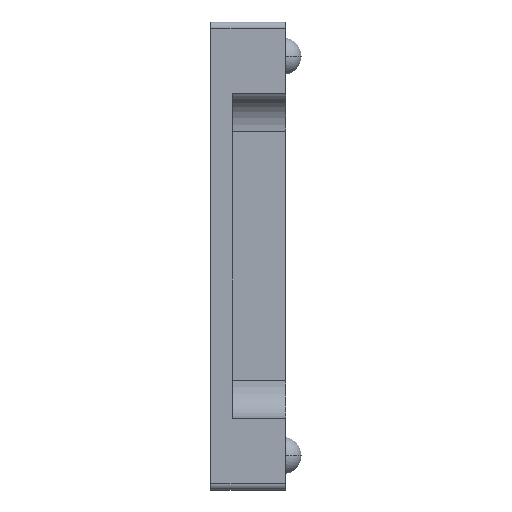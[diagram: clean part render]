
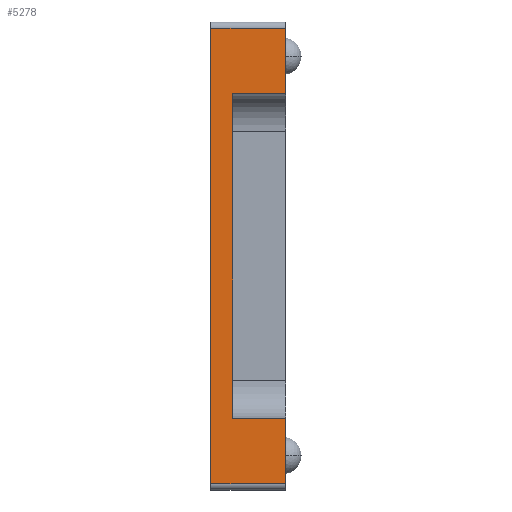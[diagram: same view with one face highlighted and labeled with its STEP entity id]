
A CAD part, left-side view. The second image highlights one B-rep face of the part: STEP entity #5278.
In plain terms, the highlighted planar face has unit normal (-1, 0, 0).
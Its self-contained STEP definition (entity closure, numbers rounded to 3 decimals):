
#708 = CARTESIAN_POINT ( 'NONE',  ( -54.229, 28.068, -36.495 ) ) ;
#1426 = VECTOR ( 'NONE', #20618, 1000. ) ;
#2433 = CARTESIAN_POINT ( 'NONE',  ( -54.229, 16.068, -25.995 ) ) ;
#2677 = VECTOR ( 'NONE', #5859, 1000. ) ;
#2824 = DIRECTION ( 'NONE',  ( 0., 0., -1. ) ) ;
#3660 = LINE ( 'NONE', #25334, #16278 ) ;
#3786 = LINE ( 'NONE', #708, #2677 ) ;
#4566 = VERTEX_POINT ( 'NONE', #17789 ) ;
#4702 = CARTESIAN_POINT ( 'NONE',  ( -54.229, 24.568, -25.995 ) ) ;
#5278 = ADVANCED_FACE ( 'NONE', ( #15148 ), #24031, .F. ) ;
#5799 = ORIENTED_EDGE ( 'NONE', *, *, #10907, .F. ) ;
#5859 = DIRECTION ( 'NONE',  ( 0., -1., 0. ) ) ;
#6173 = VERTEX_POINT ( 'NONE', #25088 ) ;
#7572 = CARTESIAN_POINT ( 'NONE',  ( -54.229, 28.068, 37.505 ) ) ;
#7742 = DIRECTION ( 'NONE',  ( 0., 1., 0. ) ) ;
#9424 = ORIENTED_EDGE ( 'NONE', *, *, #15281, .T. ) ;
#9645 = EDGE_LOOP ( 'NONE', ( #23688, #9424, #18517, #31574, #24023, #20079, #5799, #21666 ) ) ;
#10160 = EDGE_CURVE ( 'NONE', #22026, #6173, #16730, .T. ) ;
#10173 = EDGE_CURVE ( 'NONE', #6173, #11553, #3660, .T. ) ;
#10907 = EDGE_CURVE ( 'NONE', #22026, #33358, #31214, .T. ) ;
#11553 = VERTEX_POINT ( 'NONE', #23394 ) ;
#13051 = DIRECTION ( 'NONE',  ( 0., 1., 0. ) ) ;
#14843 = DIRECTION ( 'NONE',  ( 0., -1., 0. ) ) ;
#15148 = FACE_OUTER_BOUND ( 'NONE', #9645, .T. ) ;
#15281 = EDGE_CURVE ( 'NONE', #11553, #27873, #15835, .T. ) ;
#15744 = VECTOR ( 'NONE', #2824, 1000. ) ;
#15835 = LINE ( 'NONE', #26318, #27809 ) ;
#16101 = DIRECTION ( 'NONE',  ( 0., 0., 1. ) ) ;
#16278 = VECTOR ( 'NONE', #22579, 1000. ) ;
#16730 = LINE ( 'NONE', #19819, #31106 ) ;
#16891 = VECTOR ( 'NONE', #16101, 1000. ) ;
#16954 = VERTEX_POINT ( 'NONE', #21242 ) ;
#17744 = VECTOR ( 'NONE', #13051, 1000. ) ;
#17789 = CARTESIAN_POINT ( 'NONE',  ( -54.229, 28.068, -36.495 ) ) ;
#18168 = CARTESIAN_POINT ( 'NONE',  ( -54.229, 28.068, 37.505 ) ) ;
#18517 = ORIENTED_EDGE ( 'NONE', *, *, #26546, .F. ) ;
#18688 = DIRECTION ( 'NONE',  ( 0., 1., 0. ) ) ;
#19352 = EDGE_CURVE ( 'NONE', #16954, #28267, #22688, .T. ) ;
#19819 = CARTESIAN_POINT ( 'NONE',  ( -54.229, 24.568, 26.005 ) ) ;
#20079 = ORIENTED_EDGE ( 'NONE', *, *, #22593, .T. ) ;
#20446 = CARTESIAN_POINT ( 'NONE',  ( -54.229, 24.568, -25.995 ) ) ;
#20618 = DIRECTION ( 'NONE',  ( 0., 0., 1. ) ) ;
#21242 = CARTESIAN_POINT ( 'NONE',  ( -54.229, 16.068, -36.495 ) ) ;
#21666 = ORIENTED_EDGE ( 'NONE', *, *, #10160, .T. ) ;
#22026 = VERTEX_POINT ( 'NONE', #24339 ) ;
#22579 = DIRECTION ( 'NONE',  ( 0., 0., 1. ) ) ;
#22593 = EDGE_CURVE ( 'NONE', #28267, #33358, #28363, .T. ) ;
#22688 = LINE ( 'NONE', #33692, #1426 ) ;
#23394 = CARTESIAN_POINT ( 'NONE',  ( -54.229, 16.068, 36.505 ) ) ;
#23642 = CARTESIAN_POINT ( 'NONE',  ( -54.229, 24.568, 37.505 ) ) ;
#23688 = ORIENTED_EDGE ( 'NONE', *, *, #10173, .T. ) ;
#24023 = ORIENTED_EDGE ( 'NONE', *, *, #19352, .T. ) ;
#24031 = PLANE ( 'NONE',  #28676 ) ;
#24339 = CARTESIAN_POINT ( 'NONE',  ( -54.229, 24.568, 26.005 ) ) ;
#25088 = CARTESIAN_POINT ( 'NONE',  ( -54.229, 16.068, 26.005 ) ) ;
#25334 = CARTESIAN_POINT ( 'NONE',  ( -54.229, 16.068, 37.505 ) ) ;
#26318 = CARTESIAN_POINT ( 'NONE',  ( -54.229, 28.068, 36.505 ) ) ;
#26380 = CARTESIAN_POINT ( 'NONE',  ( -54.229, 28.068, 36.505 ) ) ;
#26546 = EDGE_CURVE ( 'NONE', #4566, #27873, #33822, .T. ) ;
#27809 = VECTOR ( 'NONE', #7742, 1000. ) ;
#27873 = VERTEX_POINT ( 'NONE', #26380 ) ;
#28267 = VERTEX_POINT ( 'NONE', #2433 ) ;
#28363 = LINE ( 'NONE', #20446, #17744 ) ;
#28399 = EDGE_CURVE ( 'NONE', #4566, #16954, #3786, .T. ) ;
#28676 = AXIS2_PLACEMENT_3D ( 'NONE', #7572, #29347, #18688 ) ;
#29347 = DIRECTION ( 'NONE',  ( 1., 0., 0. ) ) ;
#31106 = VECTOR ( 'NONE', #14843, 1000. ) ;
#31214 = LINE ( 'NONE', #23642, #15744 ) ;
#31574 = ORIENTED_EDGE ( 'NONE', *, *, #28399, .T. ) ;
#33358 = VERTEX_POINT ( 'NONE', #4702 ) ;
#33692 = CARTESIAN_POINT ( 'NONE',  ( -54.229, 16.068, 37.505 ) ) ;
#33822 = LINE ( 'NONE', #18168, #16891 ) ;
